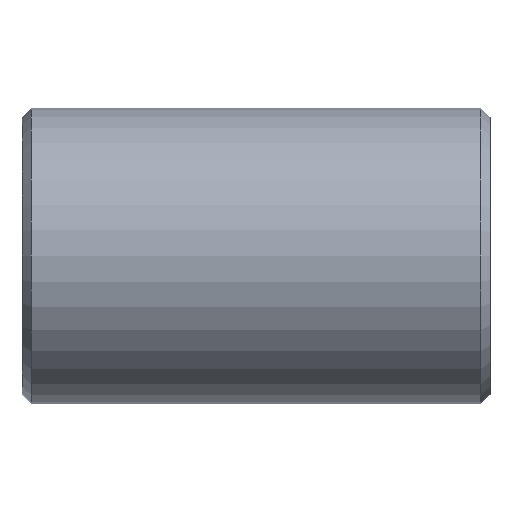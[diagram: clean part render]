
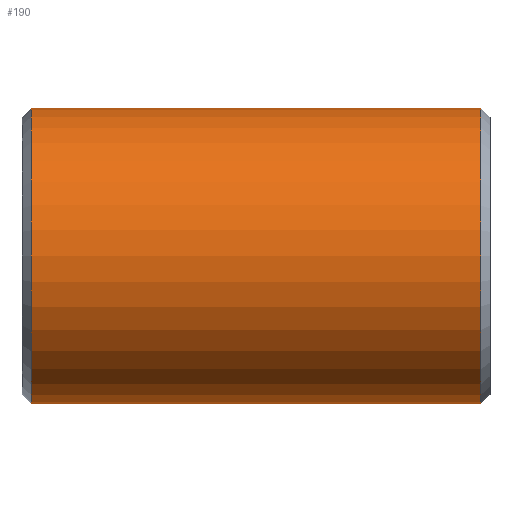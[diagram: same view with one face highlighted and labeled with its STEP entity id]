
A CAD part, front view. The second image highlights one B-rep face of the part: STEP entity #190.
In plain terms, the highlighted cylindrical face has radius 136.525 mm (diameter 273.05 mm), a partial arc.
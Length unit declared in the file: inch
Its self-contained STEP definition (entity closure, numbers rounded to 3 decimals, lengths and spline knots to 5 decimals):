
#49 = DIRECTION ( 'NONE',  ( 0., 0., 1. ) ) ;
#83 = DIRECTION ( 'NONE',  ( -1., 0., 0. ) ) ;
#120 = DIRECTION ( 'NONE',  ( 0., 0., -1. ) ) ;
#136 = CARTESIAN_POINT ( 'NONE',  ( 8.16667, 0., 0. ) ) ;
#165 = DIRECTION ( 'NONE',  ( -1., 0., 0. ) ) ;
#168 = DIRECTION ( 'NONE',  ( -1., 0., 0. ) ) ;
#175 = FACE_OUTER_BOUND ( 'NONE', #741, .T. ) ;
#190 = ADVANCED_FACE ( 'NONE', ( #175 ), #614, .T. ) ;
#230 = VERTEX_POINT ( 'NONE', #359 ) ;
#234 = AXIS2_PLACEMENT_3D ( 'NONE', #792, #410, #736 ) ;
#264 = LINE ( 'NONE', #387, #680 ) ;
#272 = EDGE_CURVE ( 'NONE', #798, #619, #536, .T. ) ;
#300 = VERTEX_POINT ( 'NONE', #426 ) ;
#359 = CARTESIAN_POINT ( 'NONE',  ( 8.16667, 0., 5.375 ) ) ;
#387 = CARTESIAN_POINT ( 'NONE',  ( 8.5, 0., 5.375 ) ) ;
#390 = AXIS2_PLACEMENT_3D ( 'NONE', #618, #165, #49 ) ;
#404 = EDGE_CURVE ( 'NONE', #300, #230, #459, .T. ) ;
#405 = LINE ( 'NONE', #417, #735 ) ;
#410 = DIRECTION ( 'NONE',  ( 1., 0., 0. ) ) ;
#417 = CARTESIAN_POINT ( 'NONE',  ( 8.5, 0., -5.375 ) ) ;
#426 = CARTESIAN_POINT ( 'NONE',  ( 8.16667, 0., -5.375 ) ) ;
#439 = ORIENTED_EDGE ( 'NONE', *, *, #592, .F. ) ;
#459 = CIRCLE ( 'NONE', #604, 5.375 ) ;
#478 = CARTESIAN_POINT ( 'NONE',  ( -8.16667, 0., -5.375 ) ) ;
#479 = EDGE_CURVE ( 'NONE', #230, #798, #264, .T. ) ;
#520 = ORIENTED_EDGE ( 'NONE', *, *, #479, .T. ) ;
#536 = CIRCLE ( 'NONE', #234, 5.375 ) ;
#576 = ORIENTED_EDGE ( 'NONE', *, *, #404, .T. ) ;
#592 = EDGE_CURVE ( 'NONE', #300, #619, #405, .T. ) ;
#604 = AXIS2_PLACEMENT_3D ( 'NONE', #136, #629, #120 ) ;
#610 = ORIENTED_EDGE ( 'NONE', *, *, #272, .T. ) ;
#614 = CYLINDRICAL_SURFACE ( 'NONE', #390, 5.375 ) ;
#618 = CARTESIAN_POINT ( 'NONE',  ( 8.5, 0., 0. ) ) ;
#619 = VERTEX_POINT ( 'NONE', #478 ) ;
#629 = DIRECTION ( 'NONE',  ( -1., 0., 0. ) ) ;
#680 = VECTOR ( 'NONE', #83, 39.37008 ) ;
#727 = CARTESIAN_POINT ( 'NONE',  ( -8.16667, 0., 5.375 ) ) ;
#735 = VECTOR ( 'NONE', #168, 39.37008 ) ;
#736 = DIRECTION ( 'NONE',  ( 0., 0., 1. ) ) ;
#741 = EDGE_LOOP ( 'NONE', ( #439, #576, #520, #610 ) ) ;
#792 = CARTESIAN_POINT ( 'NONE',  ( -8.16667, 0., 0. ) ) ;
#798 = VERTEX_POINT ( 'NONE', #727 ) ;
